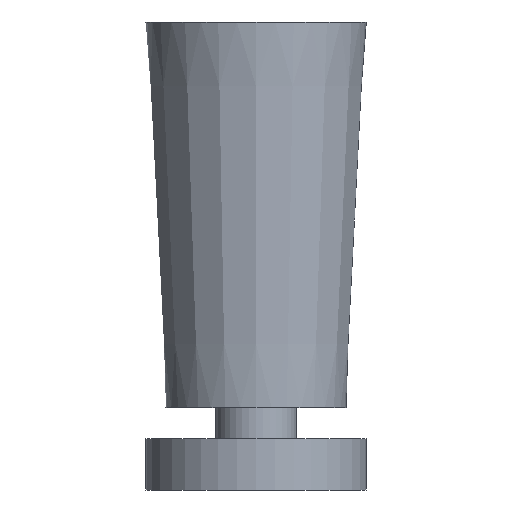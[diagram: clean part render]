
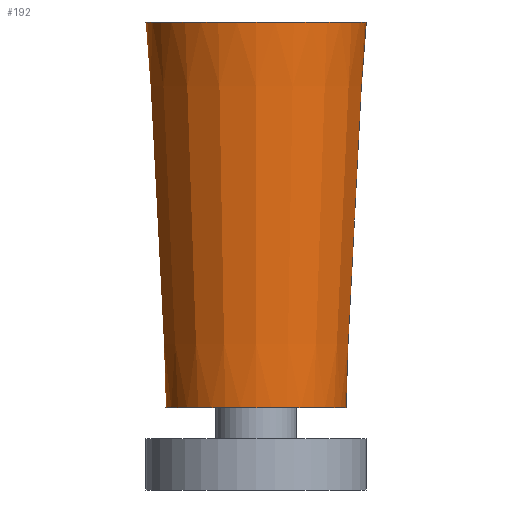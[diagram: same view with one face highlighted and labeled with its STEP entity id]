
A CAD part, left-side view. The second image highlights one B-rep face of the part: STEP entity #192.
In plain terms, the highlighted conical face has half-angle 3 degrees and reference radius 4.445 mm.
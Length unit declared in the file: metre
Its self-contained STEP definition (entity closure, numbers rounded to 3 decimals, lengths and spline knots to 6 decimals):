
#52=ORIENTED_EDGE('',*,*,#76,.F.);
#53=ORIENTED_EDGE('',*,*,#77,.T.);
#76=EDGE_CURVE('',#92,#92,#108,.T.);
#77=EDGE_CURVE('',#93,#93,#109,.T.);
#92=VERTEX_POINT('',#398);
#93=VERTEX_POINT('',#400);
#108=CIRCLE('',#269,0.005443);
#109=CIRCLE('',#270,0.004445);
#132=EDGE_LOOP('',(#52));
#133=EDGE_LOOP('',(#53));
#164=FACE_BOUND('',#132,.T.);
#165=FACE_BOUND('',#133,.T.);
#181=CONICAL_SURFACE('',#268,0.004445,0.052);
#192=ADVANCED_FACE('',(#164,#165),#181,.T.);
#268=AXIS2_PLACEMENT_3D('',#396,#329,#330);
#269=AXIS2_PLACEMENT_3D('',#397,#331,#332);
#270=AXIS2_PLACEMENT_3D('',#399,#333,#334);
#329=DIRECTION('',(0.,0.,1.));
#330=DIRECTION('',(1.,0.,0.));
#331=DIRECTION('',(0.,0.,1.));
#332=DIRECTION('',(1.,0.,0.));
#333=DIRECTION('',(0.,0.,1.));
#334=DIRECTION('',(1.,0.,0.));
#396=CARTESIAN_POINT('',(-0.069,0.,0.));
#397=CARTESIAN_POINT('',(-0.069,0.,0.01905));
#398=CARTESIAN_POINT('',(-0.063557,0.,0.01905));
#399=CARTESIAN_POINT('',(-0.069,0.,0.));
#400=CARTESIAN_POINT('',(-0.064555,0.,0.));
